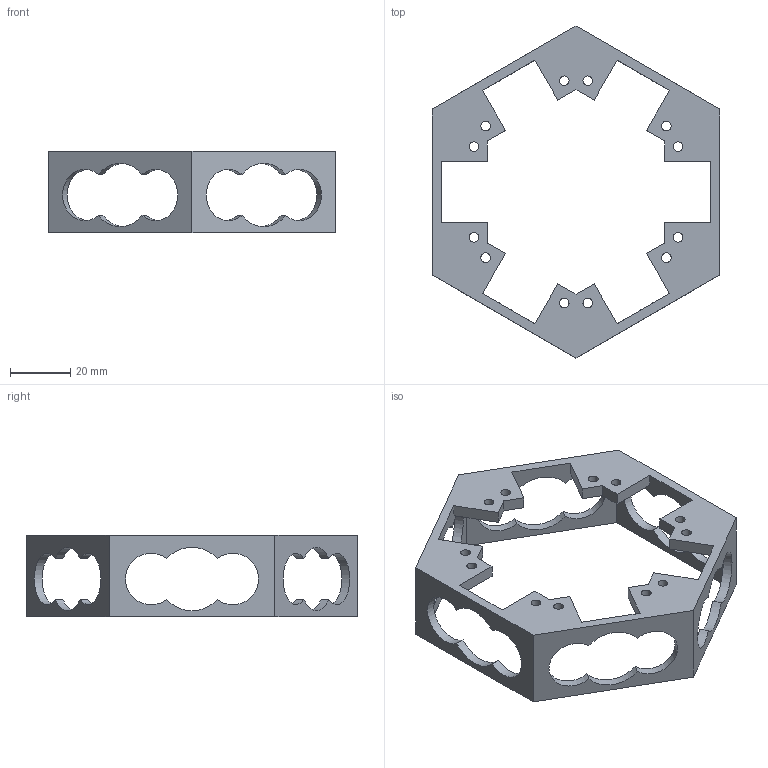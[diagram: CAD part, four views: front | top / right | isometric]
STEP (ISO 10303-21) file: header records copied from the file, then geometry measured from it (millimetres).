
FILE_DESCRIPTION(/* description */ (''),/* implementation_level */ '2;1');
FILE_NAME(/* name */ 'radar.stp',/* time_stamp */ '2017-05-14T19:55:38-06:00',/* author */ ('Vidal Villegas'),/* organization */ (''),/* preprocessor_version */ 'ST-DEVELOPER v16.13',/* originating_system */ 'Autodesk Inventor 2018',/* authorisation */ '');
FILE_SCHEMA (('AUTOMOTIVE_DESIGN { 1 0 10303 214 3 1 1 }'));
Length unit declared in the file: millimetre
Products named in the file (1): radar
Bounding box: 95.03 x 109.73 x 27 mm (x, y, z)
Volume: 21067 mm3; surface area: 17476.7 mm2
Topology: 1 solids, 1 shells, 80 faces, 246 edges, 168 vertices
Faces by surface type: plane 44, cylinder 36
Full cylindrical faces by diameter (mm): 3.2 x12
Entity records: 2725 total; most frequent: CARTESIAN_POINT 459, DIRECTION 456, ORIENTED_EDGE 444, EDGE_CURVE 222, VERTEX_POINT 156, AXIS2_PLACEMENT_3D 153, LINE 150, VECTOR 150
